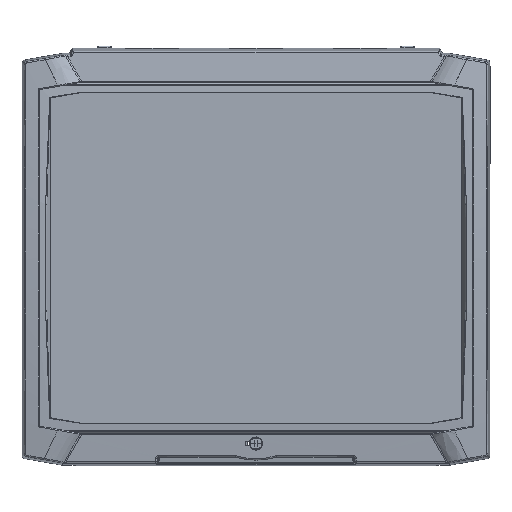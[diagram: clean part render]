
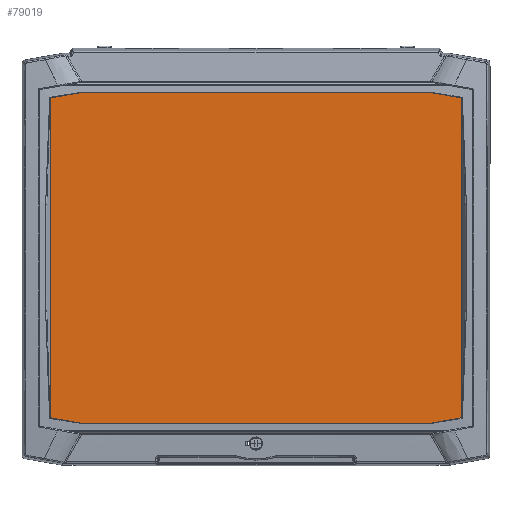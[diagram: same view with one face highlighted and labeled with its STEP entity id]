
A CAD part, top view. The second image highlights one B-rep face of the part: STEP entity #79019.
In plain terms, the highlighted planar face has unit normal (0, 0, 1).
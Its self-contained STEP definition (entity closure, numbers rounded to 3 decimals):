
#58331=CARTESIAN_POINT('',(142.5,110.709,16.2));
#58332=VERTEX_POINT('',#58331);
#58339=CARTESIAN_POINT('',(142.5,-110.709,16.2));
#58340=VERTEX_POINT('',#58339);
#58341=CARTESIAN_POINT('',(142.5,-110.709,16.2));
#58342=DIRECTION('',(0.0,1.0,0.0));
#58343=VECTOR('',#58342,221.418);
#58344=LINE('',#58341,#58343);
#58345=EDGE_CURVE('',#58340,#58332,#58344,.T.);
#58426=CARTESIAN_POINT('',(-142.5,-110.709,16.2));
#58427=VERTEX_POINT('',#58426);
#58434=CARTESIAN_POINT('',(-142.5,110.709,16.2));
#58435=VERTEX_POINT('',#58434);
#58436=CARTESIAN_POINT('',(-142.5,110.709,16.2));
#58437=DIRECTION('',(0.0,-1.0,0.0));
#58438=VECTOR('',#58437,221.418);
#58439=LINE('',#58436,#58438);
#58440=EDGE_CURVE('',#58435,#58427,#58439,.T.);
#61970=CARTESIAN_POINT('',(121.,114.5,16.2));
#61971=VERTEX_POINT('',#61970);
#61978=CARTESIAN_POINT('',(142.5,110.709,16.2));
#61979=DIRECTION('',(-0.985,0.174,0.0));
#61980=VECTOR('',#61979,21.832);
#61981=LINE('',#61978,#61980);
#61982=EDGE_CURVE('',#58332,#61971,#61981,.T.);
#62106=CARTESIAN_POINT('',(121.,-114.5,16.2));
#62107=VERTEX_POINT('',#62106);
#62108=CARTESIAN_POINT('',(121.,-114.5,16.2));
#62109=DIRECTION('',(0.985,0.174,0.0));
#62110=VECTOR('',#62109,21.832);
#62111=LINE('',#62108,#62110);
#62112=EDGE_CURVE('',#62107,#58340,#62111,.T.);
#62255=CARTESIAN_POINT('',(-121.,-114.5,16.2));
#62256=VERTEX_POINT('',#62255);
#62263=CARTESIAN_POINT('',(-142.5,-110.709,16.2));
#62264=DIRECTION('',(0.985,-0.174,0.0));
#62265=VECTOR('',#62264,21.832);
#62266=LINE('',#62263,#62265);
#62267=EDGE_CURVE('',#58427,#62256,#62266,.T.);
#62391=CARTESIAN_POINT('',(-121.,114.5,16.2));
#62392=VERTEX_POINT('',#62391);
#62393=CARTESIAN_POINT('',(-121.,114.5,16.2));
#62394=DIRECTION('',(-0.985,-0.174,0.0));
#62395=VECTOR('',#62394,21.832);
#62396=LINE('',#62393,#62395);
#62397=EDGE_CURVE('',#62392,#58435,#62396,.T.);
#78994=CARTESIAN_POINT('',(0.,0.,16.2));
#78995=DIRECTION('',(0.0,0.0,1.0));
#78996=DIRECTION('',(1.0,0.0,0.0));
#78997=AXIS2_PLACEMENT_3D('',#78994,#78995,#78996);
#78998=PLANE('',#78997);
#78999=ORIENTED_EDGE('',*,*,#58345,.T.);
#79000=ORIENTED_EDGE('',*,*,#61982,.T.);
#79001=CARTESIAN_POINT('',(121.,114.5,16.2));
#79002=DIRECTION('',(-1.0,0.0,0.0));
#79003=VECTOR('',#79002,242.);
#79004=LINE('',#79001,#79003);
#79005=EDGE_CURVE('',#61971,#62392,#79004,.T.);
#79006=ORIENTED_EDGE('',*,*,#79005,.T.);
#79007=ORIENTED_EDGE('',*,*,#62397,.T.);
#79008=ORIENTED_EDGE('',*,*,#58440,.T.);
#79009=ORIENTED_EDGE('',*,*,#62267,.T.);
#79010=CARTESIAN_POINT('',(-121.,-114.5,16.2));
#79011=DIRECTION('',(1.0,0.0,0.0));
#79012=VECTOR('',#79011,242.);
#79013=LINE('',#79010,#79012);
#79014=EDGE_CURVE('',#62256,#62107,#79013,.T.);
#79015=ORIENTED_EDGE('',*,*,#79014,.T.);
#79016=ORIENTED_EDGE('',*,*,#62112,.T.);
#79017=EDGE_LOOP('',(#78999,#79000,#79006,#79007,#79008,#79009,#79015,#79016));
#79018=FACE_OUTER_BOUND('',#79017,.T.);
#79019=ADVANCED_FACE('',(#79018),#78998,.T.);
